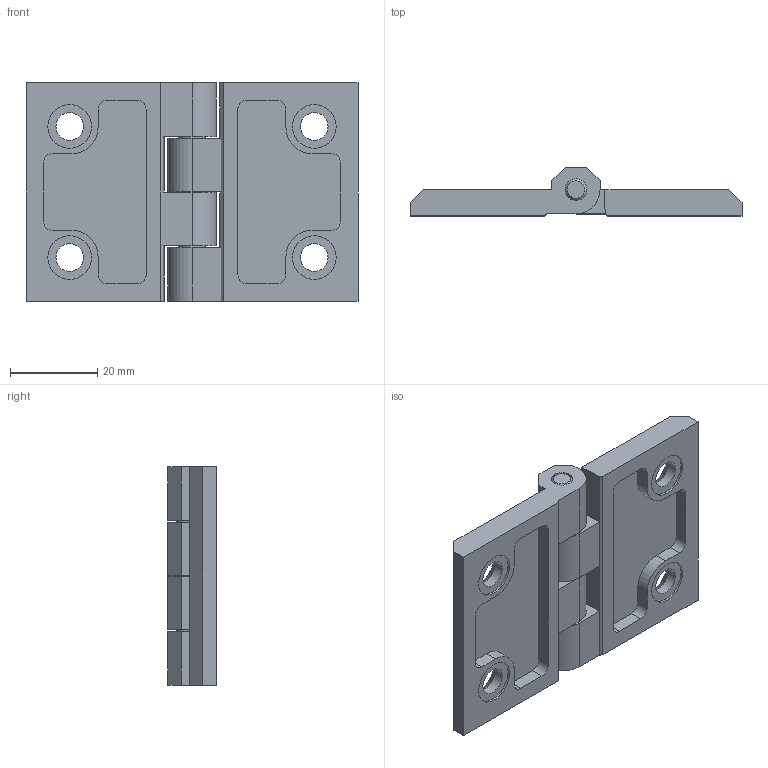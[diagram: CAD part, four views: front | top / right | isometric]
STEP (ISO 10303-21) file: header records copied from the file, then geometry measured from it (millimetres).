
FILE_DESCRIPTION(('STEP AP203'),'1');
FILE_NAME('099.1.2.10.step','2016-04-18T07:57:37',(' '),(' '),'Spatial InterOp 3D',' ',' ');
FILE_SCHEMA(('CONFIG_CONTROL_DESIGN'));
Length unit declared in the file: millimetre
Products named in the file (3): 1; 2; 3
Bounding box: 76 x 11 x 50 mm (x, y, z)
Volume: 18531.6 mm3; surface area: 12740.1 mm2
Topology: 3 solids, 3 shells, 215 faces, 582 edges, 379 vertices
Faces by surface type: plane 160, cylinder 49, cone 6
Full cylindrical faces by diameter (mm): 5 x4, 6 x1, 6.3 x4, 10 x4
Entity records: 6798 total; most frequent: DIRECTION 1164, CARTESIAN_POINT 1156, ORIENTED_EDGE 1122, EDGE_CURVE 561, LINE 394, VECTOR 394, AXIS2_PLACEMENT_3D 385, VERTEX_POINT 377
